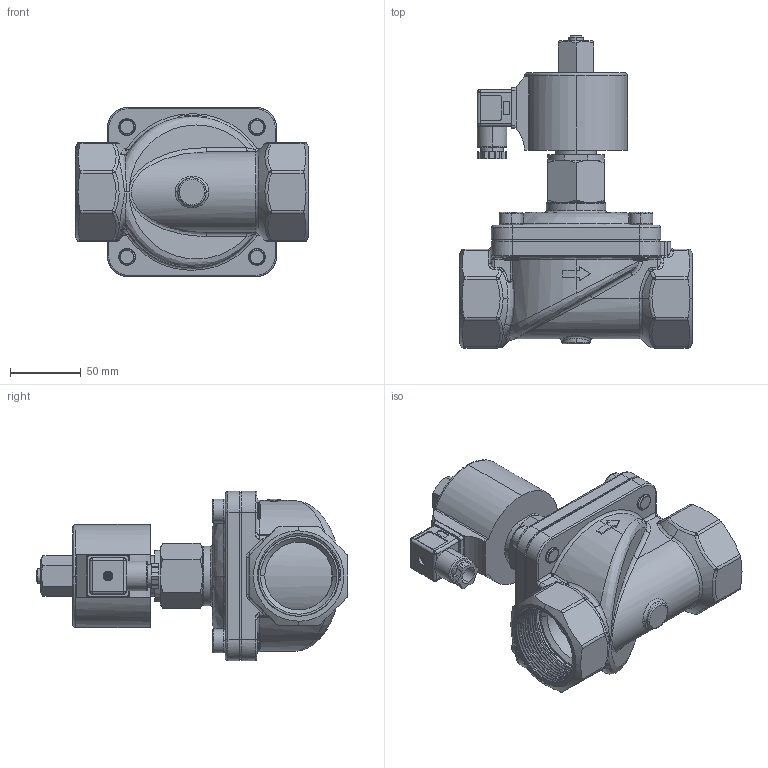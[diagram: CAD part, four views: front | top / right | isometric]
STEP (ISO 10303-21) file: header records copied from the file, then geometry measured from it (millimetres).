
FILE_DESCRIPTION (( 'STEP AP214' ), '1' );
FILE_NAME ('242 DN50 NO.STEP', '2023-08-30T07:34:19', ( 'admin' ), ( 'Hewlett-Packard Company' ), 'SwSTEP 2.0', 'SolidWorks 2015', '' );
FILE_SCHEMA (( 'AUTOMOTIVE_DESIGN' ));
Length unit declared in the file: millimetre
Products named in the file (3): Spule; DN50; 242 DN50 NO
Assembly tree (2 placements, depth 2):
  242 DN50 NO
    DN50
    Spule
Bounding box: 165.01 x 221 x 120 mm (x, y, z)
Volume: 261675.3 mm3; surface area: 237182.7 mm2
Topology: 1 solids, 5 shells, 1368 faces, 4044 edges, 2672 vertices
Faces by surface type: cylinder 574, bspline 374, plane 336, cone 82, torus 2
Entity records: 143182 total; most frequent: CARTESIAN_POINT 111861, ORIENTED_EDGE 7948, DIRECTION 4525, EDGE_CURVE 3975, VERTEX_POINT 2672, B_SPLINE_CURVE_WITH_KNOTS 1939, AXIS2_PLACEMENT_3D 1637, EDGE_LOOP 1452
